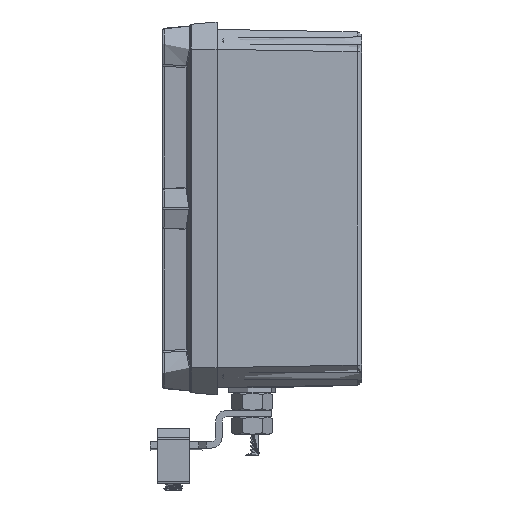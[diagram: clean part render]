
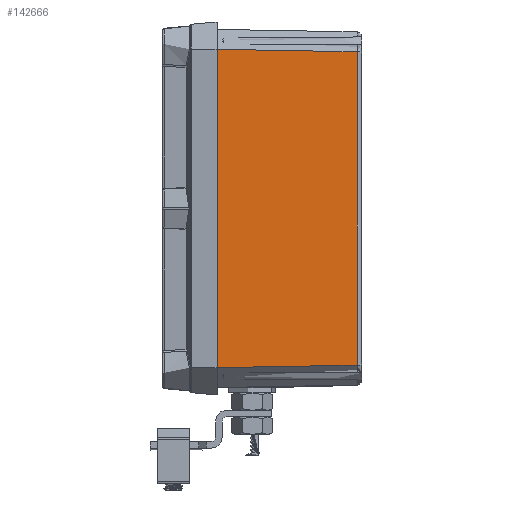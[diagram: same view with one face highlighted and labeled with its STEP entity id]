
A CAD part, left-side view. The second image highlights one B-rep face of the part: STEP entity #142666.
In plain terms, the highlighted planar face has unit normal (-1, -0.018, 0).
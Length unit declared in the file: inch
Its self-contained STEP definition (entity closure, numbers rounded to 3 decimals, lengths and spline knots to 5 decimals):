
#1919 = AXIS2_PLACEMENT_3D ( 'NONE', #167963, #143033, #51775 ) ;
#4495 = VECTOR ( 'NONE', #109222, 39.37008 ) ;
#4747 = CARTESIAN_POINT ( 'NONE',  ( -3.04607, -1.93859, 1.96754 ) ) ;
#6465 = LINE ( 'NONE', #92804, #4495 ) ;
#7613 = FACE_OUTER_BOUND ( 'NONE', #95028, .T. ) ;
#8478 = EDGE_CURVE ( 'NONE', #83506, #24726, #6465, .T. ) ;
#19252 = VECTOR ( 'NONE', #69893, 39.37008 ) ;
#24295 = ORIENTED_EDGE ( 'NONE', *, *, #148851, .T. ) ;
#24726 = VERTEX_POINT ( 'NONE', #160148 ) ;
#37529 = VECTOR ( 'NONE', #70727, 39.37008 ) ;
#44710 = CARTESIAN_POINT ( 'NONE',  ( -3.07991, 0., 2.2175 ) ) ;
#51775 = DIRECTION ( 'NONE',  ( 0.017, -1., 0. ) ) ;
#55240 = CARTESIAN_POINT ( 'NONE',  ( -3.07991, 0., -2.00245 ) ) ;
#56473 = CARTESIAN_POINT ( 'NONE',  ( -3.04607, -1.93859, 1.96861 ) ) ;
#69893 = DIRECTION ( 'NONE',  ( 0., 0., 1. ) ) ;
#70727 = DIRECTION ( 'NONE',  ( 0., 0., -1. ) ) ;
#71252 = ORIENTED_EDGE ( 'NONE', *, *, #83790, .T. ) ;
#74666 = ORIENTED_EDGE ( 'NONE', *, *, #8478, .T. ) ;
#83325 = CARTESIAN_POINT ( 'NONE',  ( -3.07999, 0.00436, 2.00252 ) ) ;
#83506 = VERTEX_POINT ( 'NONE', #55240 ) ;
#83790 = EDGE_CURVE ( 'NONE', #134297, #83506, #118654, .T. ) ;
#89519 = CARTESIAN_POINT ( 'NONE',  ( -3.07991, 0., 2.00245 ) ) ;
#92804 = CARTESIAN_POINT ( 'NONE',  ( -3.04508, -1.99564, -1.96761 ) ) ;
#95028 = EDGE_LOOP ( 'NONE', ( #74666, #123427, #24295, #71252 ) ) ;
#96309 = DIRECTION ( 'NONE',  ( -0.017, 1., 0.017 ) ) ;
#102734 = PLANE ( 'NONE',  #1919 ) ;
#109222 = DIRECTION ( 'NONE',  ( 0.017, -1., 0.017 ) ) ;
#116405 = EDGE_CURVE ( 'NONE', #24726, #163266, #122627, .T. ) ;
#118654 = LINE ( 'NONE', #44710, #37529 ) ;
#121345 = LINE ( 'NONE', #83325, #123455 ) ;
#122627 = LINE ( 'NONE', #4747, #19252 ) ;
#123427 = ORIENTED_EDGE ( 'NONE', *, *, #116405, .T. ) ;
#123455 = VECTOR ( 'NONE', #96309, 39.37008 ) ;
#134297 = VERTEX_POINT ( 'NONE', #89519 ) ;
#142666 = ADVANCED_FACE ( 'NONE', ( #7613 ), #102734, .T. ) ;
#143033 = DIRECTION ( 'NONE',  ( -1., -0.017, 0. ) ) ;
#148851 = EDGE_CURVE ( 'NONE', #163266, #134297, #121345, .T. ) ;
#160148 = CARTESIAN_POINT ( 'NONE',  ( -3.04607, -1.93859, -1.96861 ) ) ;
#163266 = VERTEX_POINT ( 'NONE', #56473 ) ;
#167963 = CARTESIAN_POINT ( 'NONE',  ( -3.045, -2., 2.2175 ) ) ;
